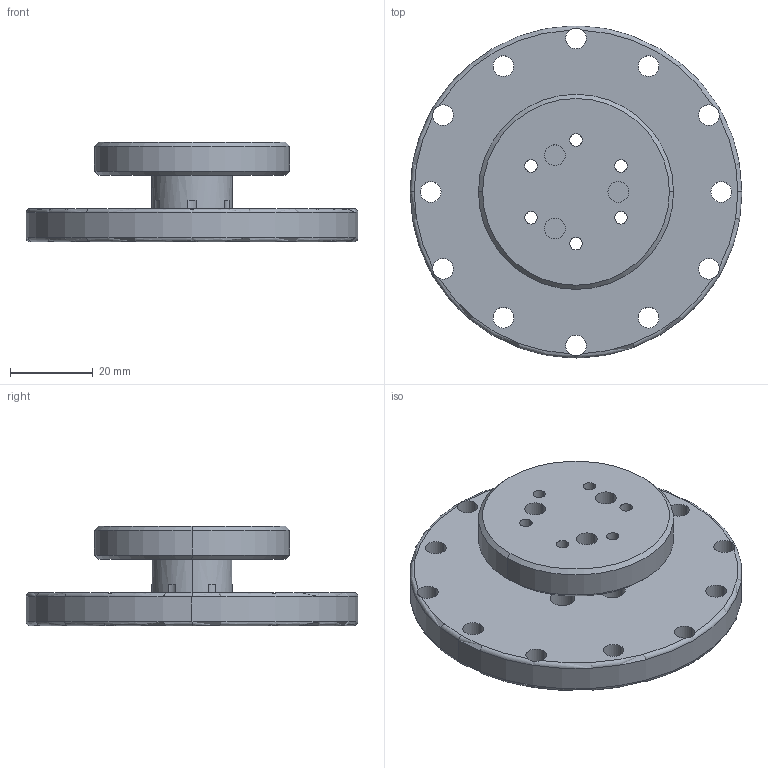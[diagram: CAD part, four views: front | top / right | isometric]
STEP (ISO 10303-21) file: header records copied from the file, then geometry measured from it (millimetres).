
FILE_DESCRIPTION (( 'STEP AP203' ), '1' );
FILE_NAME ('蟀諉楊擘.STEP', '2024-03-16T12:50:17', ( '' ), ( '' ), 'SwSTEP 2.0', 'SolidWorks 2021', '' );
FILE_SCHEMA (( 'CONFIG_CONTROL_DESIGN' ));
Length unit declared in the file: millimetre
Products named in the file (1): 蟀諉楊擘
Bounding box: 80 x 80 x 24 mm (x, y, z)
Volume: 52038 mm3; surface area: 18568.5 mm2
Topology: 1 solids, 1 shells, 99 faces, 316 edges, 206 vertices
Faces by surface type: cylinder 72, plane 19, torus 4, cone 4
Entity records: 3903 total; most frequent: CARTESIAN_POINT 786, DIRECTION 704, ORIENTED_EDGE 632, EDGE_CURVE 316, AXIS2_PLACEMENT_3D 308, CIRCLE 208, VERTEX_POINT 206, EDGE_LOOP 134
